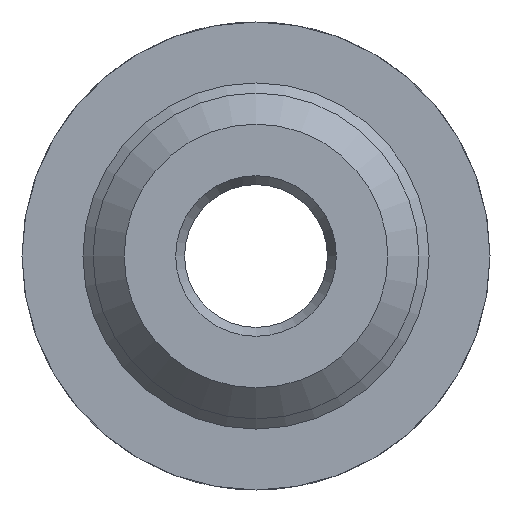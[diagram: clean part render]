
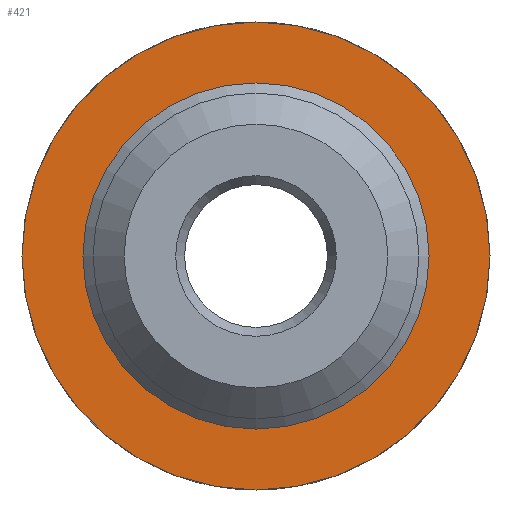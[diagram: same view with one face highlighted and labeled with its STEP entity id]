
A CAD part, left-side view. The second image highlights one B-rep face of the part: STEP entity #421.
In plain terms, the highlighted planar face has unit normal (-1, 0, 0).
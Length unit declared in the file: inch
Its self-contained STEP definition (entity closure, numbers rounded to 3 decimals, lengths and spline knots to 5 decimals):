
#70=PLANE('',#503);
#90=FACE_BOUND('',#174,.T.);
#122=FACE_OUTER_BOUND('',#173,.T.);
#173=EDGE_LOOP('',(#382));
#174=EDGE_LOOP('',(#383));
#199=CIRCLE('',#483,0.4525);
#203=CIRCLE('',#491,0.33465);
#236=VERTEX_POINT('',#737);
#240=VERTEX_POINT('',#749);
#283=EDGE_CURVE('',#236,#236,#199,.T.);
#287=EDGE_CURVE('',#240,#240,#203,.T.);
#382=ORIENTED_EDGE('',*,*,#283,.F.);
#383=ORIENTED_EDGE('',*,*,#287,.T.);
#421=ADVANCED_FACE('',(#122,#90),#70,.T.);
#483=AXIS2_PLACEMENT_3D('',#738,#599,#600);
#491=AXIS2_PLACEMENT_3D('',#750,#615,#616);
#503=AXIS2_PLACEMENT_3D('',#767,#639,#640);
#599=DIRECTION('center_axis',(1.,0.,0.));
#600=DIRECTION('ref_axis',(0.,1.,0.));
#615=DIRECTION('center_axis',(1.,0.,0.));
#616=DIRECTION('ref_axis',(0.,1.,0.));
#639=DIRECTION('center_axis',(-1.,0.,0.));
#640=DIRECTION('ref_axis',(0.,0.,1.));
#737=CARTESIAN_POINT('',(0.,0.4525,0.));
#738=CARTESIAN_POINT('Origin',(0.,0.,0.));
#749=CARTESIAN_POINT('',(0.,0.33465,0.));
#750=CARTESIAN_POINT('Origin',(0.,0.,0.));
#767=CARTESIAN_POINT('Origin',(0.,0.39358,0.));
